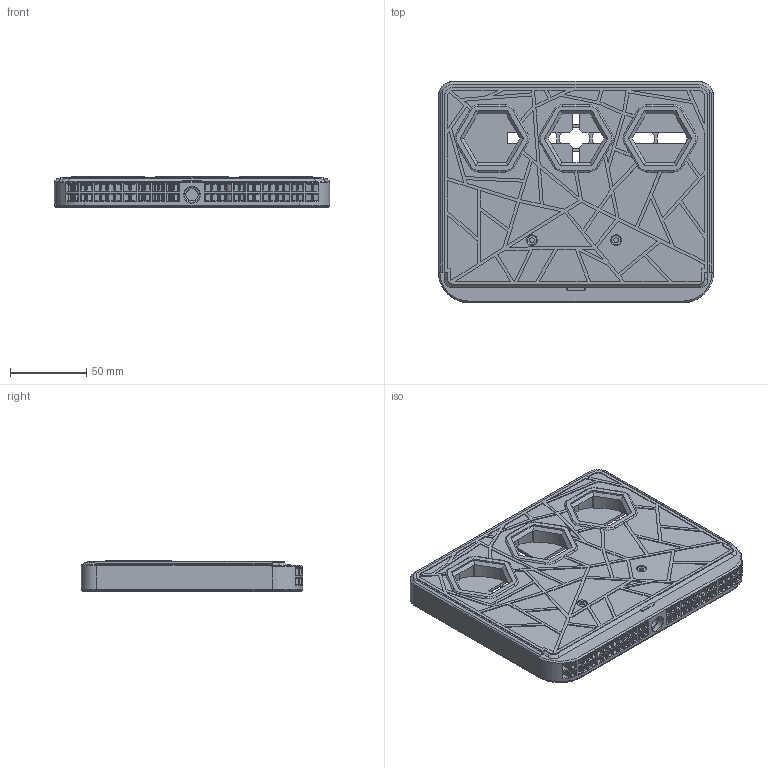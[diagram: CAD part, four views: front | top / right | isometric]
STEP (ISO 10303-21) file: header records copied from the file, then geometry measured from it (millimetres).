
FILE_DESCRIPTION(/* description */ (''),/* implementation_level */ '2;1');
FILE_NAME(/* name */ 'THE_FILTER_FYSETC_EDITION v10.step',/* time_stamp */ '2023-01-29T18:04:28-08:00',/* author */ (''),/* organization */ (''),/* preprocessor_version */ 'ST-DEVELOPER v19.2',/* originating_system */ 'Autodesk Translation Framework v11.17.0.187',/* authorisation */ '');
FILE_SCHEMA (('AUTOMOTIVE_DESIGN { 1 0 10303 214 3 1 1 }'));
Length unit declared in the file: millimetre
Products named in the file (3): THE_FILTER_FYSETC_EDITION; Filter Body; Filter lid
Assembly tree (2 placements, depth 2):
  THE_FILTER_FYSETC_EDITION
    Filter Body
    Filter lid
Bounding box: 180 x 144.64 x 20.25 mm (x, y, z)
Volume: 192248 mm3; surface area: 147733.2 mm2
Topology: 2 solids, 2 shells, 1284 faces, 3566 edges, 2267 vertices
Faces by surface type: plane 1103, cylinder 120, cone 43, torus 18
Full cylindrical faces by diameter (mm): 3 x10, 5.1 x2, 8 x1, 10.2 x1
Entity records: 40685 total; most frequent: CARTESIAN_POINT 7386, ORIENTED_EDGE 7132, DIRECTION 6444, EDGE_CURVE 3566, LINE 3082, VECTOR 3082, VERTEX_POINT 2267, AXIS2_PLACEMENT_3D 1681
